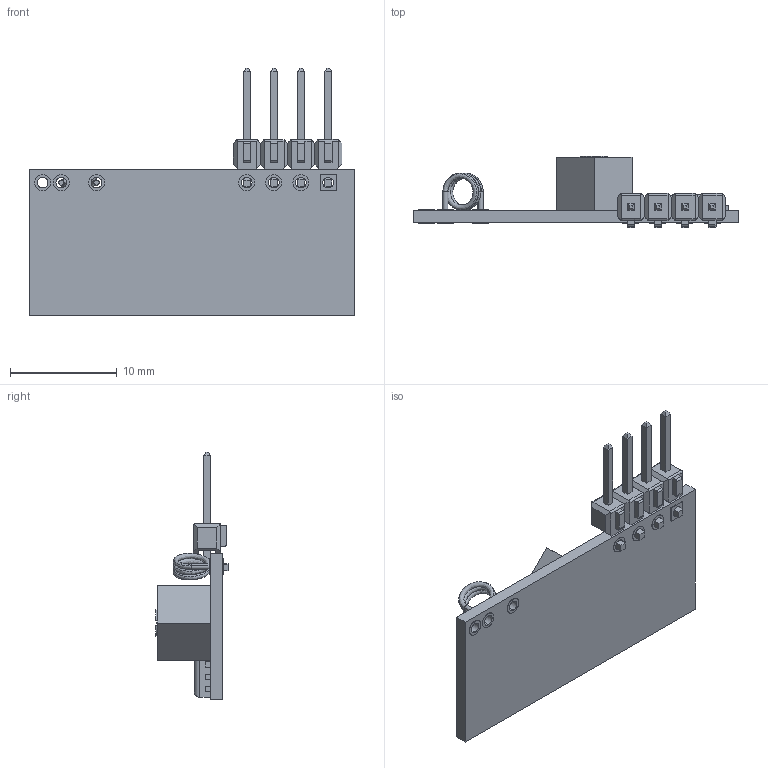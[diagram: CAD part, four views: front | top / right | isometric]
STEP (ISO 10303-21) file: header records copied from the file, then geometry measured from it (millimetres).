
FILE_DESCRIPTION (( 'STEP AP214' ), '1' );
FILE_NAME ('433MHz RX Reciever.STEP', '2019-08-11T16:59:03', ( '' ), ( '' ), 'SwSTEP 2.0', 'SolidWorks 2018', '' );
FILE_SCHEMA (( 'AUTOMOTIVE_DESIGN' ));
Length unit declared in the file: millimetre
Products named in the file (4): Motherboard; 433MHz RX Reciever; Pin Header 1x4 TH Angle Pitch 2.54mm.stp; small coil v1.stp
Assembly tree (3 placements, depth 2):
  433MHz RX Reciever
    Motherboard
    Pin Header 1x4 TH Angle Pitch 2.54mm.stp
    small coil v1.stp
Bounding box: 30.5 x 6.75 x 23.24 mm (x, y, z)
Volume: 721.1 mm3; surface area: 1445.6 mm2
Topology: 10 solids, 10 shells, 291 faces, 756 edges, 502 vertices
Faces by surface type: plane 217, cylinder 48, bspline 26
Entity records: 9820 total; most frequent: CARTESIAN_POINT 3027, ORIENTED_EDGE 1512, DIRECTION 950, EDGE_CURVE 756, VERTEX_POINT 502, B_SPLINE_CURVE_WITH_KNOTS 402, AXIS2_PLACEMENT_3D 365, EDGE_LOOP 330
